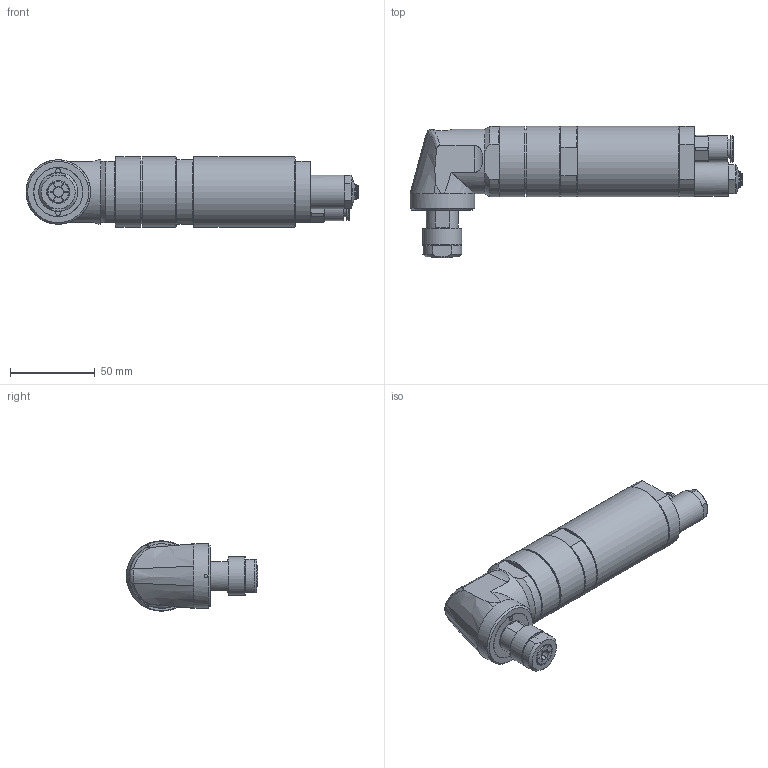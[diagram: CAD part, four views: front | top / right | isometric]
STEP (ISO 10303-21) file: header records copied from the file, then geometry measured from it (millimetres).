
FILE_DESCRIPTION(/* description */ ('MRDW 38-18000'),/* implementation_level */ '2;1');
FILE_NAME(/* name */ 'MRDW 38-18000_29945717.stp',/* time_stamp */ '2024-01-26T09:42:32+01:00',/* author */ ('DSteinicke'),/* organization */ (''),/* preprocessor_version */ 'ST-DEVELOPER v20',/* originating_system */ 'Autodesk Inventor 2024',/* authorisation */ '');
FILE_SCHEMA (('AUTOMOTIVE_DESIGN { 1 0 10303 214 3 1 1 }'));
Length unit declared in the file: millimetre
Products named in the file (1): 29945717
Bounding box: 195.5 x 77.27 x 41.5 mm (x, y, z)
Volume: 236913.3 mm3; surface area: 35759.1 mm2
Topology: 3 solids, 3 shells, 402 faces, 1101 edges, 697 vertices
Faces by surface type: plane 216, cone 78, cylinder 72, bspline 25, torus 9, sphere 2
Full cylindrical faces by diameter (mm): 2 x1, 3 x2, 6 x1, 6.5 x1, 7.5 x1, 8 x1, 8.5 x1, 9 x1, 10 x1, 10.5 x1, 11.2 x1, 11.445 x1, 12 x1, 13.2 x1, 15.5 x1, 15.75 x1, 17.917 x1, 19 x2, 19.2 x1, 20 x1, 23 x1, 37.999 x1, 38 x2, 41.5 x3
Entity records: 14132 total; most frequent: CARTESIAN_POINT 3826, ORIENTED_EDGE 2198, DIRECTION 1961, EDGE_CURVE 1099, AXIS2_PLACEMENT_3D 751, VERTEX_POINT 696, LINE 459, VECTOR 459
